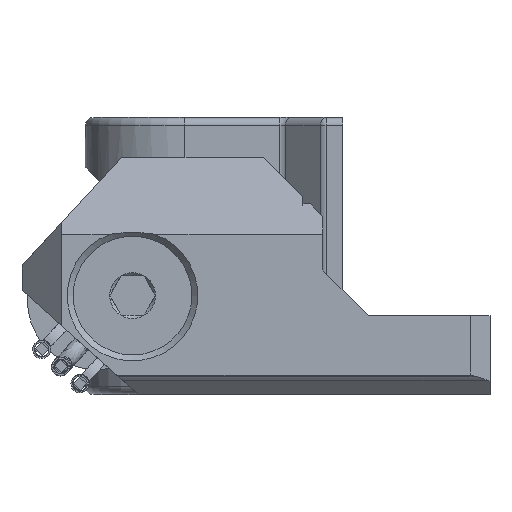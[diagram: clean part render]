
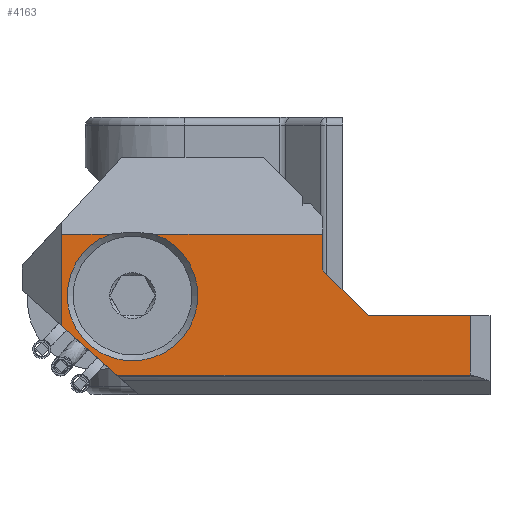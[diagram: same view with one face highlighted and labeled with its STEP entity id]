
A CAD part, front view. The second image highlights one B-rep face of the part: STEP entity #4163.
In plain terms, the highlighted planar face has unit normal (0, -1, 0).
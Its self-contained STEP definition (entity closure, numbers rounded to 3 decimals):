
#276=PLANE('',#4601);
#531=LINE('',#8542,#934);
#540=LINE('',#8559,#943);
#556=LINE('',#8599,#959);
#574=LINE('',#8652,#977);
#575=LINE('',#8654,#978);
#576=LINE('',#8656,#979);
#577=LINE('',#8658,#980);
#578=LINE('',#8660,#981);
#579=LINE('',#8661,#982);
#934=VECTOR('',#5428,10.);
#943=VECTOR('',#5437,10.);
#959=VECTOR('',#5471,10.);
#977=VECTOR('',#5501,10.);
#978=VECTOR('',#5502,10.);
#979=VECTOR('',#5503,10.);
#980=VECTOR('',#5504,10.);
#981=VECTOR('',#5505,10.);
#982=VECTOR('',#5506,10.);
#1365=FACE_OUTER_BOUND('',#1629,.T.);
#1629=EDGE_LOOP('',(#3526,#3527,#3528,#3529,#3530,#3531,#3532,#3533,#3534,
#3535,#3536));
#1825=CIRCLE('',#4583,3.3);
#1827=CIRCLE('',#4585,3.3);
#2053=VERTEX_POINT('',#8529);
#2054=VERTEX_POINT('',#8530);
#2055=VERTEX_POINT('',#8534);
#2057=VERTEX_POINT('',#8541);
#2065=VERTEX_POINT('',#8557);
#2079=VERTEX_POINT('',#8597);
#2080=VERTEX_POINT('',#8598);
#2104=VERTEX_POINT('',#8653);
#2105=VERTEX_POINT('',#8655);
#2106=VERTEX_POINT('',#8657);
#2107=VERTEX_POINT('',#8659);
#2551=EDGE_CURVE('',#2055,#2053,#1825,.T.);
#2554=EDGE_CURVE('',#2054,#2055,#1827,.T.);
#2555=EDGE_CURVE('',#2057,#2054,#531,.T.);
#2564=EDGE_CURVE('',#2053,#2065,#540,.T.);
#2583=EDGE_CURVE('',#2079,#2080,#556,.T.);
#2608=EDGE_CURVE('',#2065,#2079,#574,.T.);
#2609=EDGE_CURVE('',#2080,#2104,#575,.T.);
#2610=EDGE_CURVE('',#2105,#2104,#576,.T.);
#2611=EDGE_CURVE('',#2105,#2106,#577,.T.);
#2612=EDGE_CURVE('',#2107,#2106,#578,.T.);
#2613=EDGE_CURVE('',#2107,#2057,#579,.T.);
#3526=ORIENTED_EDGE('',*,*,#2554,.T.);
#3527=ORIENTED_EDGE('',*,*,#2551,.T.);
#3528=ORIENTED_EDGE('',*,*,#2564,.T.);
#3529=ORIENTED_EDGE('',*,*,#2608,.T.);
#3530=ORIENTED_EDGE('',*,*,#2583,.T.);
#3531=ORIENTED_EDGE('',*,*,#2609,.T.);
#3532=ORIENTED_EDGE('',*,*,#2610,.F.);
#3533=ORIENTED_EDGE('',*,*,#2611,.T.);
#3534=ORIENTED_EDGE('',*,*,#2612,.F.);
#3535=ORIENTED_EDGE('',*,*,#2613,.T.);
#3536=ORIENTED_EDGE('',*,*,#2555,.T.);
#4163=ADVANCED_FACE('',(#1365),#276,.T.);
#4583=AXIS2_PLACEMENT_3D('',#8535,#5419,#5420);
#4585=AXIS2_PLACEMENT_3D('',#8539,#5424,#5425);
#4601=AXIS2_PLACEMENT_3D('',#8651,#5499,#5500);
#5419=DIRECTION('center_axis',(0.,1.,0.));
#5420=DIRECTION('ref_axis',(1.,0.,0.));
#5424=DIRECTION('center_axis',(0.,1.,0.));
#5425=DIRECTION('ref_axis',(1.,0.,0.));
#5428=DIRECTION('',(-1.,0.,0.));
#5437=DIRECTION('',(-1.,0.,0.));
#5471=DIRECTION('',(0.746,0.,-0.666));
#5499=DIRECTION('center_axis',(0.,-1.,0.));
#5500=DIRECTION('ref_axis',(0.,0.,
-1.));
#5501=DIRECTION('',(0.,0.,-1.));
#5502=DIRECTION('',(1.,0.,0.));
#5503=DIRECTION('',(0.,0.,-1.));
#5504=DIRECTION('',(-1.,0.,0.));
#5505=DIRECTION('',(0.707,0.,-0.707));
#5506=DIRECTION('',(0.,0.,1.));
#8529=CARTESIAN_POINT('',(-3.74,-14.772,-68.454));
#8530=CARTESIAN_POINT('',(-1.489,-14.772,-68.454));
#8534=CARTESIAN_POINT('',(-5.914,-14.772,-71.556));
#8535=CARTESIAN_POINT('Origin',(-2.614,-14.772,-71.556));
#8539=CARTESIAN_POINT('Origin',(-2.614,-14.772,-71.556));
#8541=CARTESIAN_POINT('',(7.,-14.772,-68.454));
#8542=CARTESIAN_POINT('',(-3.241,-14.772,-68.454));
#8557=CARTESIAN_POINT('',(-6.2,-14.772,-68.454));
#8559=CARTESIAN_POINT('',(-3.241,-14.772,-68.454));
#8597=CARTESIAN_POINT('',(-6.2,-14.772,-73.076));
#8598=CARTESIAN_POINT('',(-3.404,-14.772,-75.57));
#8599=CARTESIAN_POINT('',(-3.425,-14.772,-75.552));
#8651=CARTESIAN_POINT('Origin',(6.,-14.772,-76.556));
#8652=CARTESIAN_POINT('',(-6.2,-14.772,-87.902));
#8653=CARTESIAN_POINT('',(14.45,-14.772,-75.57));
#8654=CARTESIAN_POINT('',(6.,-14.772,-75.57));
#8655=CARTESIAN_POINT('',(14.45,-14.772,-72.563));
#8656=CARTESIAN_POINT('',(14.45,-14.772,-76.556));
#8657=CARTESIAN_POINT('',(9.3,-14.772,-72.563));
#8658=CARTESIAN_POINT('',(6.,-14.772,-72.563));
#8659=CARTESIAN_POINT('',(7.,-14.772,-70.263));
#8660=CARTESIAN_POINT('',(8.898,-14.772,-72.161));
#8661=CARTESIAN_POINT('',(7.,-14.772,-72.559));
